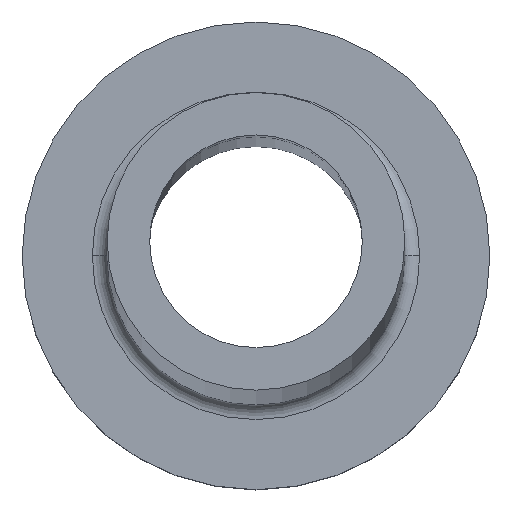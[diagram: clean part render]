
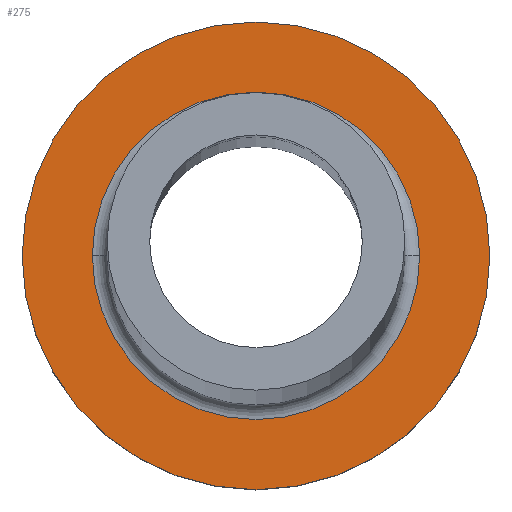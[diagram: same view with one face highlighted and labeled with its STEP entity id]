
A CAD part, top view. The second image highlights one B-rep face of the part: STEP entity #275.
In plain terms, the highlighted planar face has unit normal (0, 0, 1).
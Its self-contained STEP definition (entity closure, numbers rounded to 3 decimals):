
#3 = EDGE_CURVE ( 'NONE', #28, #286, #308, .T. ) ;
#19 = CARTESIAN_POINT ( 'NONE',  ( 11., 0., 7. ) ) ;
#28 = VERTEX_POINT ( 'NONE', #426 ) ;
#29 = FACE_BOUND ( 'NONE', #417, .T. ) ;
#33 = DIRECTION ( 'NONE',  ( 0., 0., -1. ) ) ;
#37 = DIRECTION ( 'NONE',  ( 1., 0., 0. ) ) ;
#45 = AXIS2_PLACEMENT_3D ( 'NONE', #393, #325, #37 ) ;
#52 = CIRCLE ( 'NONE', #154, 11. ) ;
#53 = CIRCLE ( 'NONE', #124, 7.7 ) ;
#58 = EDGE_CURVE ( 'NONE', #286, #28, #52, .T. ) ;
#62 = AXIS2_PLACEMENT_3D ( 'NONE', #283, #178, #167 ) ;
#101 = PLANE ( 'NONE',  #62 ) ;
#114 = VERTEX_POINT ( 'NONE', #266 ) ;
#124 = AXIS2_PLACEMENT_3D ( 'NONE', #454, #418, #239 ) ;
#132 = AXIS2_PLACEMENT_3D ( 'NONE', #291, #33, #324 ) ;
#138 = ORIENTED_EDGE ( 'NONE', *, *, #3, .T. ) ;
#150 = ORIENTED_EDGE ( 'NONE', *, *, #58, .T. ) ;
#154 = AXIS2_PLACEMENT_3D ( 'NONE', #256, #188, #329 ) ;
#166 = CARTESIAN_POINT ( 'NONE',  ( -7.7, 0., 7. ) ) ;
#167 = DIRECTION ( 'NONE',  ( 1., 0., 0. ) ) ;
#178 = DIRECTION ( 'NONE',  ( 0., 0., 1. ) ) ;
#181 = VERTEX_POINT ( 'NONE', #166 ) ;
#188 = DIRECTION ( 'NONE',  ( 0., 0., 1. ) ) ;
#198 = ORIENTED_EDGE ( 'NONE', *, *, #412, .T. ) ;
#239 = DIRECTION ( 'NONE',  ( 1., 0., 0. ) ) ;
#256 = CARTESIAN_POINT ( 'NONE',  ( 0., 0., 7. ) ) ;
#266 = CARTESIAN_POINT ( 'NONE',  ( 7.7, 0., 7. ) ) ;
#268 = CIRCLE ( 'NONE', #132, 7.7 ) ;
#275 = ADVANCED_FACE ( 'NONE', ( #29, #383 ), #101, .T. ) ;
#280 = EDGE_CURVE ( 'NONE', #181, #114, #53, .T. ) ;
#282 = EDGE_LOOP ( 'NONE', ( #138, #150 ) ) ;
#283 = CARTESIAN_POINT ( 'NONE',  ( 0., 0., 7. ) ) ;
#286 = VERTEX_POINT ( 'NONE', #19 ) ;
#291 = CARTESIAN_POINT ( 'NONE',  ( 0., 0., 7. ) ) ;
#308 = CIRCLE ( 'NONE', #45, 11. ) ;
#324 = DIRECTION ( 'NONE',  ( 1., 0., 0. ) ) ;
#325 = DIRECTION ( 'NONE',  ( 0., 0., 1. ) ) ;
#329 = DIRECTION ( 'NONE',  ( 1., 0., 0. ) ) ;
#383 = FACE_OUTER_BOUND ( 'NONE', #282, .T. ) ;
#393 = CARTESIAN_POINT ( 'NONE',  ( 0., 0., 7. ) ) ;
#412 = EDGE_CURVE ( 'NONE', #114, #181, #268, .T. ) ;
#417 = EDGE_LOOP ( 'NONE', ( #198, #428 ) ) ;
#418 = DIRECTION ( 'NONE',  ( 0., 0., -1. ) ) ;
#426 = CARTESIAN_POINT ( 'NONE',  ( -11., 0., 7. ) ) ;
#428 = ORIENTED_EDGE ( 'NONE', *, *, #280, .T. ) ;
#454 = CARTESIAN_POINT ( 'NONE',  ( 0., 0., 7. ) ) ;
